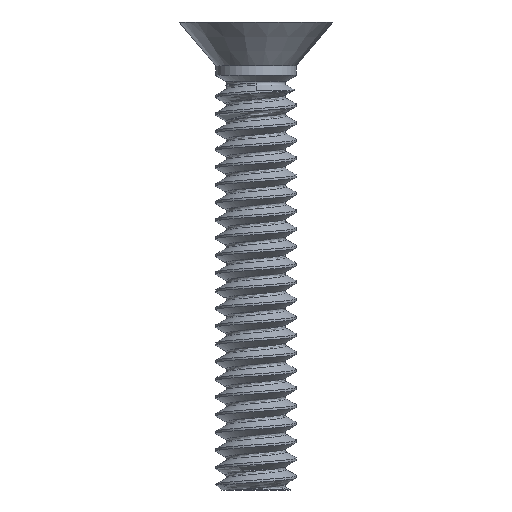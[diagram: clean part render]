
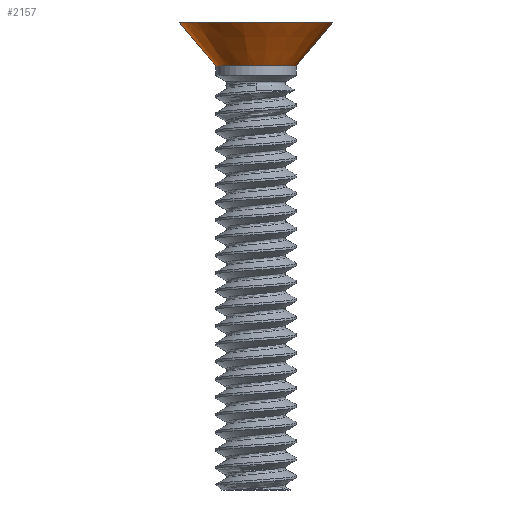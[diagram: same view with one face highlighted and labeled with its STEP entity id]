
A CAD part, front view. The second image highlights one B-rep face of the part: STEP entity #2157.
In plain terms, the highlighted conical face has half-angle 40 degrees and reference radius 4.597 mm.
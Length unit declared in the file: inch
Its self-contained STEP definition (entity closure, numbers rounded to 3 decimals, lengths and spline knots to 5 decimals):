
#873 = CARTESIAN_POINT ( 'NONE',  ( -0.095, 0., -0.10249 ) ) ;
#876 = CARTESIAN_POINT ( 'NONE',  ( 0.181, 0., 0. ) ) ;
#877 = CARTESIAN_POINT ( 'NONE',  ( -0.181, 0., 0. ) ) ;
#878 = CARTESIAN_POINT ( 'NONE',  ( 0.095, 0., -0.10249 ) ) ;
#1121 = CARTESIAN_POINT ( 'NONE',  ( 0., 0., 0. ) ) ;
#1122 = LINE ( 'NONE', #1123, #2758 ) ;
#1123 = CARTESIAN_POINT ( 'NONE',  ( -0.181, 0., 0. ) ) ;
#1124 = DIRECTION ( 'NONE',  ( -0.643, 0., 0.766 ) ) ;
#1128 = DIRECTION ( 'NONE',  ( 0., 0., 1. ) ) ;
#1129 = DIRECTION ( 'NONE',  ( 1., 0., 0. ) ) ;
#1479 = VERTEX_POINT ( 'NONE', #873 ) ;
#1482 = VERTEX_POINT ( 'NONE', #876 ) ;
#1483 = VERTEX_POINT ( 'NONE', #877 ) ;
#1484 = VERTEX_POINT ( 'NONE', #878 ) ;
#1769 = EDGE_LOOP ( 'NONE', ( #1915, #1916, #1914, #1918 ) ) ;
#1914 = ORIENTED_EDGE ( 'NONE', *, *, #2400, .T. ) ;
#1915 = ORIENTED_EDGE ( 'NONE', *, *, #2155, .F. ) ;
#1916 = ORIENTED_EDGE ( 'NONE', *, *, #2206, .F. ) ;
#1918 = ORIENTED_EDGE ( 'NONE', *, *, #2210, .T. ) ;
#2104 = CIRCLE ( 'NONE', #2804, 0.181 ) ;
#2110 = CIRCLE ( 'NONE', #2810, 0.095 ) ;
#2115 = CONICAL_SURFACE ( 'NONE', #2757, 0.181, 0.698 ) ;
#2155 = EDGE_CURVE ( 'NONE', #1479, #1483, #1122, .T. ) ;
#2157 = ADVANCED_FACE ( 'NONE', ( #2753 ), #2115, .T. ) ;
#2206 = EDGE_CURVE ( 'NONE', #1484, #1479, #2110, .T. ) ;
#2210 = EDGE_CURVE ( 'NONE', #1482, #1483, #2104, .T. ) ;
#2400 = EDGE_CURVE ( 'NONE', #1484, #1482, #5723, .T. ) ;
#2753 = FACE_OUTER_BOUND ( 'NONE', #1769, .T. ) ;
#2757 = AXIS2_PLACEMENT_3D ( 'NONE', #1121, #1128, #1129 ) ;
#2758 = VECTOR ( 'NONE', #1124, 39.37008 ) ;
#2804 = AXIS2_PLACEMENT_3D ( 'NONE', #4285, #4286, #4287 ) ;
#2810 = AXIS2_PLACEMENT_3D ( 'NONE', #4273, #4274, #4275 ) ;
#4273 = CARTESIAN_POINT ( 'NONE',  ( 0., 0., -0.10249 ) ) ;
#4274 = DIRECTION ( 'NONE',  ( 0., 0., -1. ) ) ;
#4275 = DIRECTION ( 'NONE',  ( 1., 0., 0. ) ) ;
#4285 = CARTESIAN_POINT ( 'NONE',  ( 0., 0., 0. ) ) ;
#4286 = DIRECTION ( 'NONE',  ( 0., 0., -1. ) ) ;
#4287 = DIRECTION ( 'NONE',  ( 1., 0., 0. ) ) ;
#5723 = LINE ( 'NONE', #5724, #7572 ) ;
#5724 = CARTESIAN_POINT ( 'NONE',  ( 0.181, 0., 0. ) ) ;
#5725 = DIRECTION ( 'NONE',  ( 0.643, 0., 0.766 ) ) ;
#7572 = VECTOR ( 'NONE', #5725, 39.37008 ) ;
